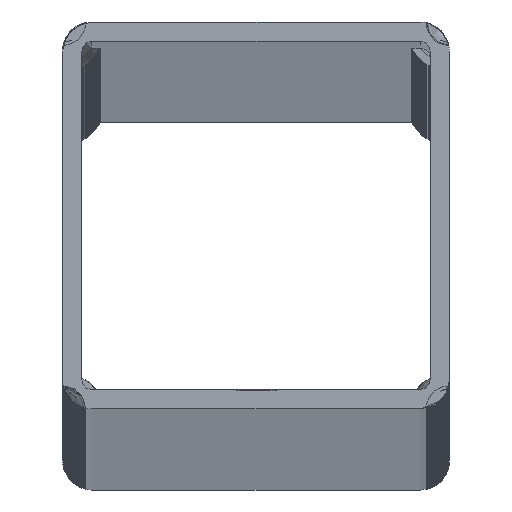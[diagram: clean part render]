
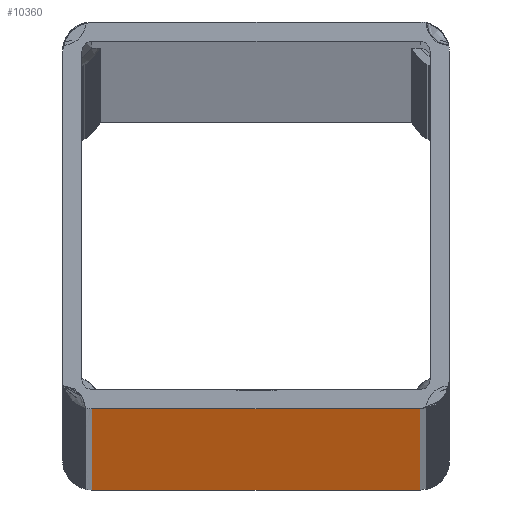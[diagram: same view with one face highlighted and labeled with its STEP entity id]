
A CAD part, top view. The second image highlights one B-rep face of the part: STEP entity #10360.
In plain terms, the highlighted planar face has unit normal (0, -1, 0).
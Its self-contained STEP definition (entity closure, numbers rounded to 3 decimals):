
#9717 = VERTEX_POINT ( 'NONE', #92729 ) ;
#10360 = ADVANCED_FACE ( 'NONE', ( #19212 ), #213599, .T. ) ;
#12586 = VECTOR ( 'NONE', #135964, 1000. ) ;
#15147 = DIRECTION ( 'NONE',  ( 0., -1., 0. ) ) ;
#17050 = ORIENTED_EDGE ( 'NONE', *, *, #147441, .T. ) ;
#19212 = FACE_OUTER_BOUND ( 'NONE', #64141, .T. ) ;
#21149 = EDGE_CURVE ( 'NONE', #65762, #47527, #245008, .T. ) ;
#24785 = CARTESIAN_POINT ( 'NONE',  ( 21.25, -25., -6000. ) ) ;
#43845 = DIRECTION ( 'NONE',  ( 0., 0., 1. ) ) ;
#47527 = VERTEX_POINT ( 'NONE', #105754 ) ;
#64141 = EDGE_LOOP ( 'NONE', ( #72478, #17050, #242093, #242268 ) ) ;
#65762 = VERTEX_POINT ( 'NONE', #252125 ) ;
#72478 = ORIENTED_EDGE ( 'NONE', *, *, #241672, .F. ) ;
#92729 = CARTESIAN_POINT ( 'NONE',  ( 21.25, -25., 0. ) ) ;
#100805 = AXIS2_PLACEMENT_3D ( 'NONE', #234261, #15147, #194574 ) ;
#104894 = VERTEX_POINT ( 'NONE', #168677 ) ;
#105754 = CARTESIAN_POINT ( 'NONE',  ( 21.25, -25., -6000. ) ) ;
#115200 = CARTESIAN_POINT ( 'NONE',  ( -25., -25., 0. ) ) ;
#131152 = LINE ( 'NONE', #115200, #199326 ) ;
#135899 = DIRECTION ( 'NONE',  ( 1., 0., 0. ) ) ;
#135964 = DIRECTION ( 'NONE',  ( 0., 0., -1. ) ) ;
#147441 = EDGE_CURVE ( 'NONE', #104894, #65762, #194870, .T. ) ;
#164858 = VECTOR ( 'NONE', #249507, 1000. ) ;
#168677 = CARTESIAN_POINT ( 'NONE',  ( -21.25, -25., 0. ) ) ;
#175241 = EDGE_CURVE ( 'NONE', #47527, #9717, #188659, .T. ) ;
#188659 = LINE ( 'NONE', #24785, #216459 ) ;
#192143 = CARTESIAN_POINT ( 'NONE',  ( -21.25, -25., -6000. ) ) ;
#194574 = DIRECTION ( 'NONE',  ( 0., 0., -1. ) ) ;
#194870 = LINE ( 'NONE', #192143, #12586 ) ;
#199326 = VECTOR ( 'NONE', #135899, 1000. ) ;
#213599 = PLANE ( 'NONE',  #100805 ) ;
#216459 = VECTOR ( 'NONE', #43845, 1000. ) ;
#228784 = CARTESIAN_POINT ( 'NONE',  ( -25., -25., -6000. ) ) ;
#234261 = CARTESIAN_POINT ( 'NONE',  ( -25., -25., -6000. ) ) ;
#241672 = EDGE_CURVE ( 'NONE', #104894, #9717, #131152, .T. ) ;
#242093 = ORIENTED_EDGE ( 'NONE', *, *, #21149, .T. ) ;
#242268 = ORIENTED_EDGE ( 'NONE', *, *, #175241, .T. ) ;
#245008 = LINE ( 'NONE', #228784, #164858 ) ;
#249507 = DIRECTION ( 'NONE',  ( 1., 0., 0. ) ) ;
#252125 = CARTESIAN_POINT ( 'NONE',  ( -21.25, -25., -6000. ) ) ;
